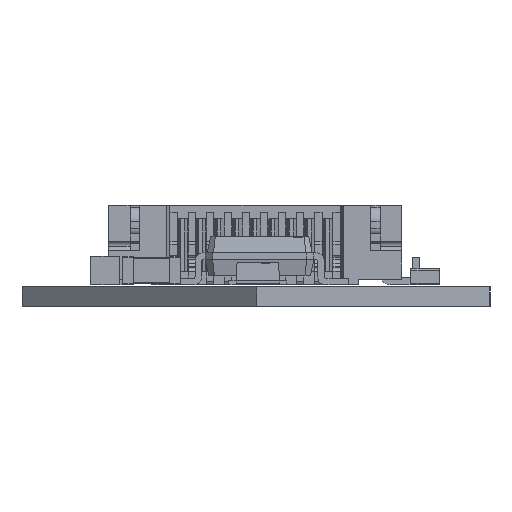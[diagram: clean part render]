
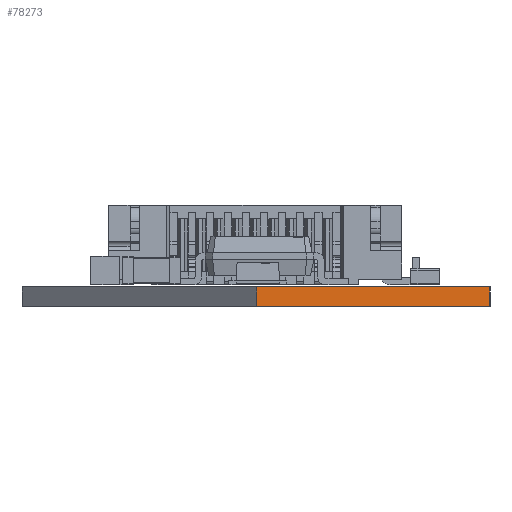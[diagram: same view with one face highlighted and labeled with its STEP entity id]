
A CAD part, front view. The second image highlights one B-rep face of the part: STEP entity #78273.
In plain terms, the highlighted planar face has unit normal (0.705, -0.709, 0).
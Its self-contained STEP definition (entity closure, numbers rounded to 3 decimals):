
#73227 = PLANE('',#73228);
#73228 = AXIS2_PLACEMENT_3D('',#73229,#73230,#73231);
#73229 = CARTESIAN_POINT('',(135.028,-122.22,0.55));
#73230 = DIRECTION('',(-0.,-0.,-1.));
#73231 = DIRECTION('',(-1.,0.,0.));
#73281 = PLANE('',#73282);
#73282 = AXIS2_PLACEMENT_3D('',#73283,#73284,#73285);
#73283 = CARTESIAN_POINT('',(135.028,-122.22,0.));
#73284 = DIRECTION('',(-0.,-0.,-1.));
#73285 = DIRECTION('',(-1.,0.,0.));
#74202 = VERTEX_POINT('',#74203);
#74203 = CARTESIAN_POINT('',(141.486,-155.047,0.));
#74217 = PLANE('',#74218);
#74218 = AXIS2_PLACEMENT_3D('',#74219,#74220,#74221);
#74219 = CARTESIAN_POINT('',(141.482,-95.305,0.));
#74220 = DIRECTION('',(1.,0.,-0.));
#74221 = DIRECTION('',(0.,-1.,0.));
#74229 = EDGE_CURVE('',#74202,#74230,#74232,.T.);
#74230 = VERTEX_POINT('',#74231);
#74231 = CARTESIAN_POINT('',(135.052,-161.442,0.));
#74232 = SURFACE_CURVE('',#74233,(#74237,#74244),.PCURVE_S1.);
#74233 = LINE('',#74234,#74235);
#74234 = CARTESIAN_POINT('',(141.486,-155.047,0.));
#74235 = VECTOR('',#74236,1.);
#74236 = DIRECTION('',(-0.709,-0.705,0.));
#74237 = PCURVE('',#73281,#74238);
#74238 = DEFINITIONAL_REPRESENTATION('',(#74239),#74243);
#74239 = LINE('',#74240,#74241);
#74240 = CARTESIAN_POINT('',(-6.458,-32.827));
#74241 = VECTOR('',#74242,1.);
#74242 = DIRECTION('',(0.709,-0.705));
#74243 = ( GEOMETRIC_REPRESENTATION_CONTEXT(2) 
PARAMETRIC_REPRESENTATION_CONTEXT() REPRESENTATION_CONTEXT('2D SPACE',''
  ) );
#74244 = PCURVE('',#74245,#74250);
#74245 = PLANE('',#74246);
#74246 = AXIS2_PLACEMENT_3D('',#74247,#74248,#74249);
#74247 = CARTESIAN_POINT('',(141.486,-155.047,0.));
#74248 = DIRECTION('',(0.705,-0.709,0.));
#74249 = DIRECTION('',(-0.709,-0.705,0.));
#74250 = DEFINITIONAL_REPRESENTATION('',(#74251),#74255);
#74251 = LINE('',#74252,#74253);
#74252 = CARTESIAN_POINT('',(0.,0.));
#74253 = VECTOR('',#74254,1.);
#74254 = DIRECTION('',(1.,0.));
#74255 = ( GEOMETRIC_REPRESENTATION_CONTEXT(2) 
PARAMETRIC_REPRESENTATION_CONTEXT() REPRESENTATION_CONTEXT('2D SPACE',''
  ) );
#74273 = PLANE('',#74274);
#74274 = AXIS2_PLACEMENT_3D('',#74275,#74276,#74277);
#74275 = CARTESIAN_POINT('',(135.052,-161.442,0.));
#74276 = DIRECTION('',(-0.703,-0.711,0.));
#74277 = DIRECTION('',(-0.711,0.703,0.));
#75872 = VERTEX_POINT('',#75873);
#75873 = CARTESIAN_POINT('',(141.486,-155.047,0.55));
#75894 = EDGE_CURVE('',#75872,#75895,#75897,.T.);
#75895 = VERTEX_POINT('',#75896);
#75896 = CARTESIAN_POINT('',(135.052,-161.442,0.55));
#75897 = SURFACE_CURVE('',#75898,(#75902,#75909),.PCURVE_S1.);
#75898 = LINE('',#75899,#75900);
#75899 = CARTESIAN_POINT('',(141.486,-155.047,0.55));
#75900 = VECTOR('',#75901,1.);
#75901 = DIRECTION('',(-0.709,-0.705,0.));
#75902 = PCURVE('',#73227,#75903);
#75903 = DEFINITIONAL_REPRESENTATION('',(#75904),#75908);
#75904 = LINE('',#75905,#75906);
#75905 = CARTESIAN_POINT('',(-6.458,-32.827));
#75906 = VECTOR('',#75907,1.);
#75907 = DIRECTION('',(0.709,-0.705));
#75908 = ( GEOMETRIC_REPRESENTATION_CONTEXT(2) 
PARAMETRIC_REPRESENTATION_CONTEXT() REPRESENTATION_CONTEXT('2D SPACE',''
  ) );
#75909 = PCURVE('',#74245,#75910);
#75910 = DEFINITIONAL_REPRESENTATION('',(#75911),#75915);
#75911 = LINE('',#75912,#75913);
#75912 = CARTESIAN_POINT('',(0.,-0.55));
#75913 = VECTOR('',#75914,1.);
#75914 = DIRECTION('',(1.,0.));
#75915 = ( GEOMETRIC_REPRESENTATION_CONTEXT(2) 
PARAMETRIC_REPRESENTATION_CONTEXT() REPRESENTATION_CONTEXT('2D SPACE',''
  ) );
#78225 = EDGE_CURVE('',#74202,#75872,#78226,.T.);
#78226 = SURFACE_CURVE('',#78227,(#78231,#78238),.PCURVE_S1.);
#78227 = LINE('',#78228,#78229);
#78228 = CARTESIAN_POINT('',(141.486,-155.047,0.));
#78229 = VECTOR('',#78230,1.);
#78230 = DIRECTION('',(0.,0.,1.));
#78231 = PCURVE('',#74217,#78232);
#78232 = DEFINITIONAL_REPRESENTATION('',(#78233),#78237);
#78233 = LINE('',#78234,#78235);
#78234 = CARTESIAN_POINT('',(59.742,0.));
#78235 = VECTOR('',#78236,1.);
#78236 = DIRECTION('',(0.,-1.));
#78237 = ( GEOMETRIC_REPRESENTATION_CONTEXT(2) 
PARAMETRIC_REPRESENTATION_CONTEXT() REPRESENTATION_CONTEXT('2D SPACE',''
  ) );
#78238 = PCURVE('',#74245,#78239);
#78239 = DEFINITIONAL_REPRESENTATION('',(#78240),#78244);
#78240 = LINE('',#78241,#78242);
#78241 = CARTESIAN_POINT('',(0.,0.));
#78242 = VECTOR('',#78243,1.);
#78243 = DIRECTION('',(0.,-1.));
#78244 = ( GEOMETRIC_REPRESENTATION_CONTEXT(2) 
PARAMETRIC_REPRESENTATION_CONTEXT() REPRESENTATION_CONTEXT('2D SPACE',''
  ) );
#78273 = ADVANCED_FACE('',(#78274),#74245,.T.);
#78274 = FACE_BOUND('',#78275,.T.);
#78275 = EDGE_LOOP('',(#78276,#78277,#78278,#78299));
#78276 = ORIENTED_EDGE('',*,*,#78225,.T.);
#78277 = ORIENTED_EDGE('',*,*,#75894,.T.);
#78278 = ORIENTED_EDGE('',*,*,#78279,.F.);
#78279 = EDGE_CURVE('',#74230,#75895,#78280,.T.);
#78280 = SURFACE_CURVE('',#78281,(#78285,#78292),.PCURVE_S1.);
#78281 = LINE('',#78282,#78283);
#78282 = CARTESIAN_POINT('',(135.052,-161.442,0.));
#78283 = VECTOR('',#78284,1.);
#78284 = DIRECTION('',(0.,0.,1.));
#78285 = PCURVE('',#74245,#78286);
#78286 = DEFINITIONAL_REPRESENTATION('',(#78287),#78291);
#78287 = LINE('',#78288,#78289);
#78288 = CARTESIAN_POINT('',(9.072,0.));
#78289 = VECTOR('',#78290,1.);
#78290 = DIRECTION('',(0.,-1.));
#78291 = ( GEOMETRIC_REPRESENTATION_CONTEXT(2) 
PARAMETRIC_REPRESENTATION_CONTEXT() REPRESENTATION_CONTEXT('2D SPACE',''
  ) );
#78292 = PCURVE('',#74273,#78293);
#78293 = DEFINITIONAL_REPRESENTATION('',(#78294),#78298);
#78294 = LINE('',#78295,#78296);
#78295 = CARTESIAN_POINT('',(0.,0.));
#78296 = VECTOR('',#78297,1.);
#78297 = DIRECTION('',(0.,-1.));
#78298 = ( GEOMETRIC_REPRESENTATION_CONTEXT(2) 
PARAMETRIC_REPRESENTATION_CONTEXT() REPRESENTATION_CONTEXT('2D SPACE',''
  ) );
#78299 = ORIENTED_EDGE('',*,*,#74229,.F.);
